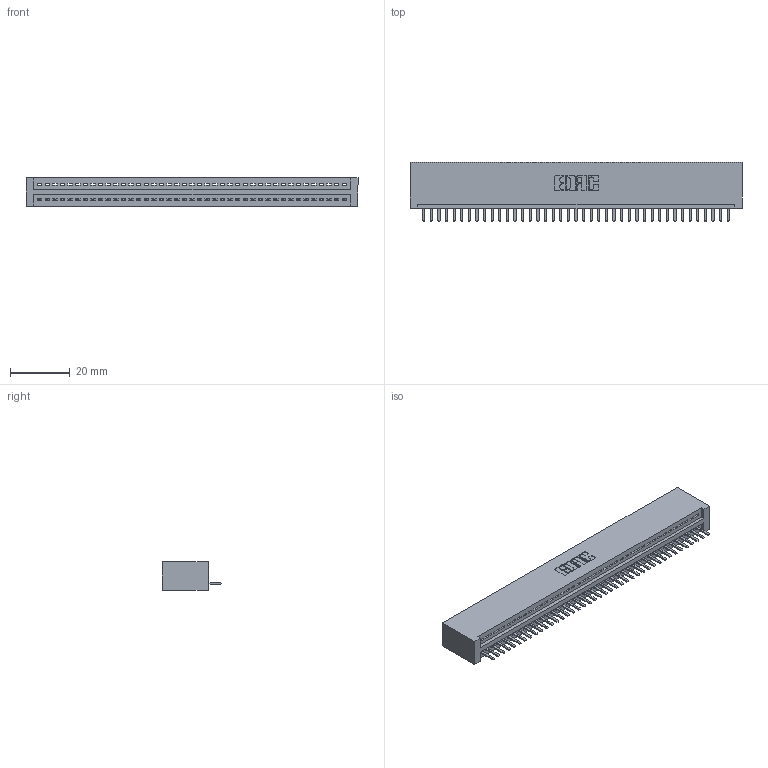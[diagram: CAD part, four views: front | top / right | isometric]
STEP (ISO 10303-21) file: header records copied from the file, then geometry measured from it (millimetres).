
FILE_DESCRIPTION (( 'STEP AP203' ), '1' );
FILE_NAME ('395-041-520-101.STEP', '2018-11-15T00:57:56', ( '' ), ( '' ), 'SwSTEP 2.0', 'SolidWorks 2016', '' );
FILE_SCHEMA (( 'CONFIG_CONTROL_DESIGN' ));
Length unit declared in the file: inch
Products named in the file (3): 395-041-520-101; 345-292-001_345-293-120; 345 Part_No Mounting Lugs
Assembly tree (42 placements, depth 2):
  395-041-520-101
    345 Part_No Mounting Lugs
    345-292-001_345-293-120  x41
Bounding box: 110.74 x 19.68 x 9.4 mm (x, y, z)
Volume: 10976.8 mm3; surface area: 14377.9 mm2
Topology: 42 solids, 42 shells, 2660 faces, 7861 edges, 5130 vertices
Faces by surface type: plane 1798, cylinder 862
Entity records: 30829 total; most frequent: CARTESIAN_POINT 5359, ORIENTED_EDGE 5322, DIRECTION 4663, EDGE_CURVE 2661, VECTOR 2369, LINE 2369, VERTEX_POINT 1770, AXIS2_PLACEMENT_3D 1147
